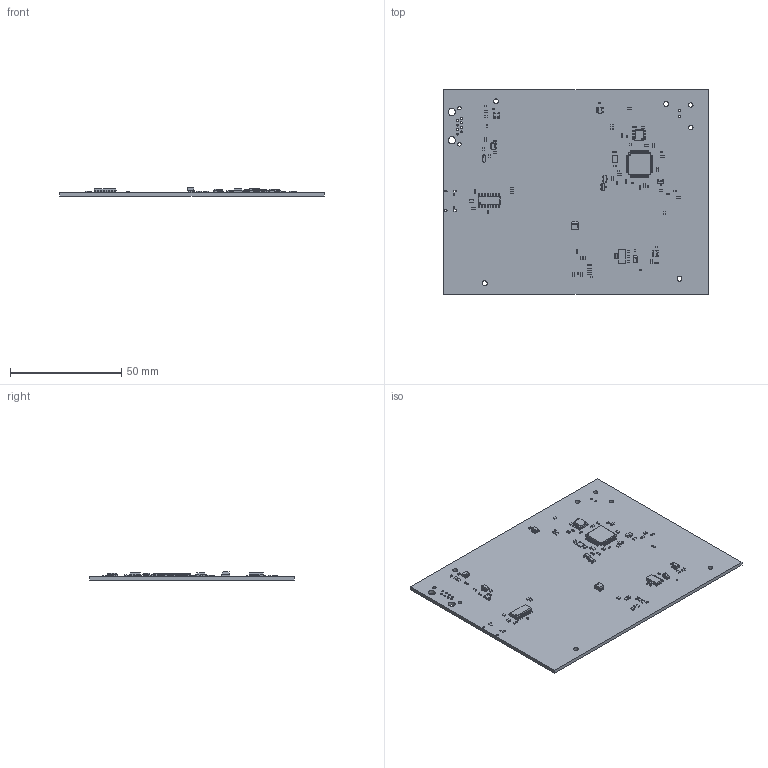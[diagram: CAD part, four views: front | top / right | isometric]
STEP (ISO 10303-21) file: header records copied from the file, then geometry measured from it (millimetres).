
FILE_DESCRIPTION(('KiCad electronic assembly'),'2;1');
FILE_NAME('gps_A.step','2024-05-26T23:37:47',('Pcbnew'),('Kicad'), 'Open CASCADE STEP processor 7.7','KiCad to STEP converter','Unknown' );
FILE_SCHEMA(('AUTOMOTIVE_DESIGN { 1 0 10303 214 1 1 1 1 }'));
Length unit declared in the file: millimetre
Products named in the file (30): gps_A 1; C_0402_1005Metric; R_0603_1608Metric; C_0603_1608Metric; D_SOD-123; D_SOD_123; SOT-23-5; SOT_23_5; Crystal_SMD_3225-4Pin_3.2x2.5mm; SOT-666; SOT_666; CP_EIA-3216-18_Kemet-A; CP_EIA_3216_18_Kemet_A; CP_EIA-3528-21_Kemet-B; CP_EIA_3528_21_Kemet_B; SOT-223; SOT_223; SOT-23; SOT_23; SOIC-8_3.9x4.9mm_P1.27mm; SOIC_8_39x49mm_P127mm; LQFP-64_10x10mm_P0.5mm; LQFP_64_10x10mm_P05mm; SOIC-16_3.9x9.9mm_P1.27mm; SOIC_16_39x99mm_P127mm; _autosave-gps_A_PCB
Assembly tree (90 placements, depth 3):
  gps_A 1
    C_0402_1005Metric  x15
      C_0402_1005Metric
    R_0603_1608Metric  x38
      R_0603_1608Metric
    C_0603_1608Metric  x6
      C_0603_1608Metric
    D_SOD-123
      D_SOD_123
    SOT-23-5  x4
      SOT_23_5
    Crystal_SMD_3225-4Pin_3.2x2.5mm
      Crystal_SMD_3225-4Pin_3.2x2.5mm
    SOT-666
      SOT_666
    CP_EIA-3216-18_Kemet-A
      CP_EIA_3216_18_Kemet_A
    CP_EIA-3528-21_Kemet-B
      CP_EIA_3528_21_Kemet_B
    SOT-223
      SOT_223
    SOT-23  x3
      SOT_23
    SOIC-8_3.9x4.9mm_P1.27mm
      SOIC_8_39x49mm_P127mm
    LQFP-64_10x10mm_P0.5mm
      LQFP_64_10x10mm_P05mm
    SOIC-16_3.9x9.9mm_P1.27mm
      SOIC_16_39x99mm_P127mm
    _autosave-gps_A_PCB
Bounding box: 119 x 92 x 3.75 mm (x, y, z)
Volume: 17805.3 mm3; surface area: 23845.8 mm2
Topology: 76 solids, 76 shells, 4035 faces, 10502 edges, 6670 vertices
Faces by surface type: plane 2492, cylinder 1104, bspline 439
Full cylindrical faces by diameter (mm): 0.5 x1, 0.6 x2, 0.65 x2, 0.7 x1, 0.89 x10, 1.57 x2, 2.01 x2, 2.2 x4, 3.25 x2
Entity records: 82017 total; most frequent: CARTESIAN_POINT 16878, ORIENTED_EDGE 10854, DIRECTION 9825, EDGE_CURVE 5427, LINE 4131, VECTOR 4131, VERTEX_POINT 3408, AXIS2_PLACEMENT_3D 2847
